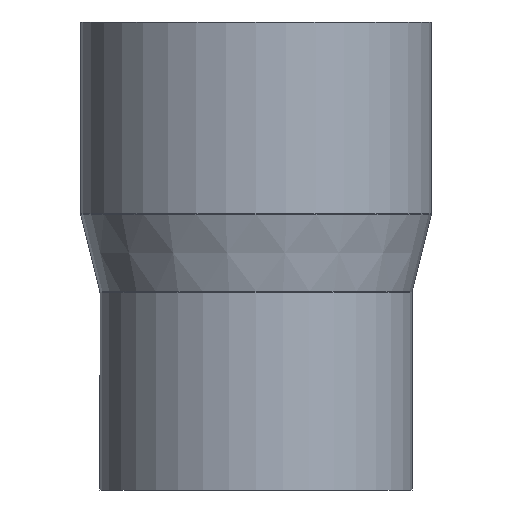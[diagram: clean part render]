
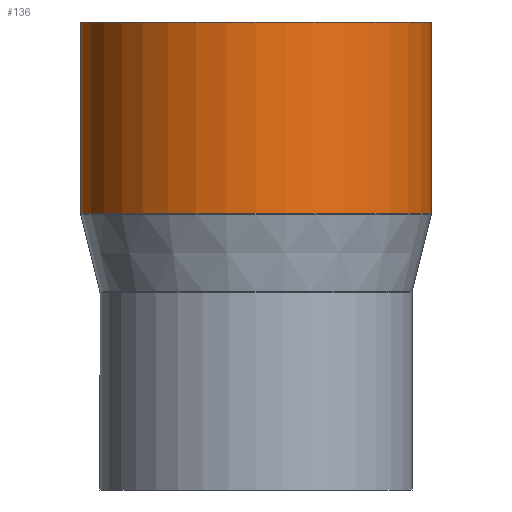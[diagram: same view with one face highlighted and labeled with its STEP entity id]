
A CAD part, front view. The second image highlights one B-rep face of the part: STEP entity #136.
In plain terms, the highlighted cylindrical face has radius 112.5 mm (diameter 225 mm), a partial arc.
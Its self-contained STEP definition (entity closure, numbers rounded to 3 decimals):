
#1 = CARTESIAN_POINT ( 'NONE',  ( -112.5, 0., -16.533 ) ) ;
#7 = VERTEX_POINT ( 'NONE', #285 ) ;
#43 = EDGE_CURVE ( 'NONE', #621, #7, #241, .T. ) ;
#48 = DIRECTION ( 'NONE',  ( 0., 0., -1. ) ) ;
#52 = EDGE_CURVE ( 'NONE', #7, #359, #294, .T. ) ;
#72 = ORIENTED_EDGE ( 'NONE', *, *, #52, .T. ) ;
#106 = FACE_OUTER_BOUND ( 'NONE', #332, .T. ) ;
#123 = AXIS2_PLACEMENT_3D ( 'NONE', #274, #496, #551 ) ;
#136 = ADVANCED_FACE ( 'NONE', ( #106 ), #549, .T. ) ;
#137 = VERTEX_POINT ( 'NONE', #601 ) ;
#199 = DIRECTION ( 'NONE',  ( -1., 0., 0. ) ) ;
#222 = ORIENTED_EDGE ( 'NONE', *, *, #43, .T. ) ;
#225 = ORIENTED_EDGE ( 'NONE', *, *, #472, .F. ) ;
#241 = CIRCLE ( 'NONE', #277, 112.5 ) ;
#244 = CARTESIAN_POINT ( 'NONE',  ( -112.5, 0., 20.646 ) ) ;
#249 = CARTESIAN_POINT ( 'NONE',  ( 112.5, 0., 143.4 ) ) ;
#274 = CARTESIAN_POINT ( 'NONE',  ( 0., 0., 20.646 ) ) ;
#277 = AXIS2_PLACEMENT_3D ( 'NONE', #640, #48, #350 ) ;
#285 = CARTESIAN_POINT ( 'NONE',  ( -112.5, 0., 143.4 ) ) ;
#294 = LINE ( 'NONE', #1, #554 ) ;
#297 = VECTOR ( 'NONE', #430, 1000. ) ;
#306 = CIRCLE ( 'NONE', #123, 112.5 ) ;
#332 = EDGE_LOOP ( 'NONE', ( #504, #222, #72, #225 ) ) ;
#350 = DIRECTION ( 'NONE',  ( -1., 0., 0. ) ) ;
#359 = VERTEX_POINT ( 'NONE', #244 ) ;
#423 = AXIS2_PLACEMENT_3D ( 'NONE', #653, #509, #199 ) ;
#430 = DIRECTION ( 'NONE',  ( 0., 0., -1. ) ) ;
#436 = EDGE_CURVE ( 'NONE', #621, #137, #600, .T. ) ;
#450 = CARTESIAN_POINT ( 'NONE',  ( 112.5, 0., -16.533 ) ) ;
#472 = EDGE_CURVE ( 'NONE', #137, #359, #306, .T. ) ;
#496 = DIRECTION ( 'NONE',  ( 0., 0., -1. ) ) ;
#504 = ORIENTED_EDGE ( 'NONE', *, *, #436, .F. ) ;
#509 = DIRECTION ( 'NONE',  ( 0., 0., -1. ) ) ;
#549 = CYLINDRICAL_SURFACE ( 'NONE', #423, 112.5 ) ;
#551 = DIRECTION ( 'NONE',  ( -1., 0., 0. ) ) ;
#554 = VECTOR ( 'NONE', #609, 1000. ) ;
#600 = LINE ( 'NONE', #450, #297 ) ;
#601 = CARTESIAN_POINT ( 'NONE',  ( 112.5, 0., 20.646 ) ) ;
#609 = DIRECTION ( 'NONE',  ( 0., 0., -1. ) ) ;
#621 = VERTEX_POINT ( 'NONE', #249 ) ;
#640 = CARTESIAN_POINT ( 'NONE',  ( 0., 0., 143.4 ) ) ;
#653 = CARTESIAN_POINT ( 'NONE',  ( 0., 0., -16.533 ) ) ;
